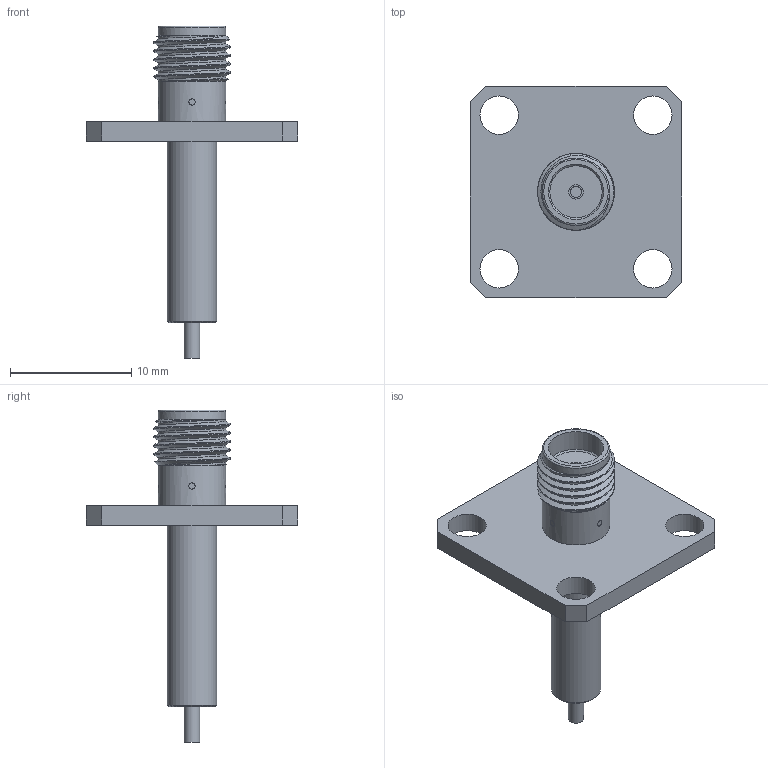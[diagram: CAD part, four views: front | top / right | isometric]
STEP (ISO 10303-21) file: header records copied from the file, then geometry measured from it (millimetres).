
FILE_DESCRIPTION (( 'STEP AP203' ), '1' );
FILE_NAME ('LCCN3205_3D.step', '2022-05-02T16:33:43', ( '' ), ( '' ), 'SwSTEP 2.0', 'SolidWorks 2021', '' );
FILE_SCHEMA (( 'CONFIG_CONTROL_DESIGN' ));
Length unit declared in the file: inch
Products named in the file (1): LCCN3205_3D
Bounding box: 17.48 x 17.48 x 27.43 mm (x, y, z)
Volume: 816.9 mm3; surface area: 1142.8 mm2
Topology: 1 solids, 1 shells, 46 faces, 101 edges, 68 vertices
Faces by surface type: plane 21, cylinder 13, cone 8, bspline 3, torus 1
Full cylindrical faces by diameter (mm): 0.94 x1, 1.194 x2, 1.27 x1, 3.175 x4, 4.089 x1, 4.572 x1, 5.582 x2
Entity records: 2999 total; most frequent: CARTESIAN_POINT 2042, DIRECTION 174, ORIENTED_EDGE 144, EDGE_LOOP 84, AXIS2_PLACEMENT_3D 75, EDGE_CURVE 72, FACE_OUTER_BOUND 59, VERTEX_POINT 58
